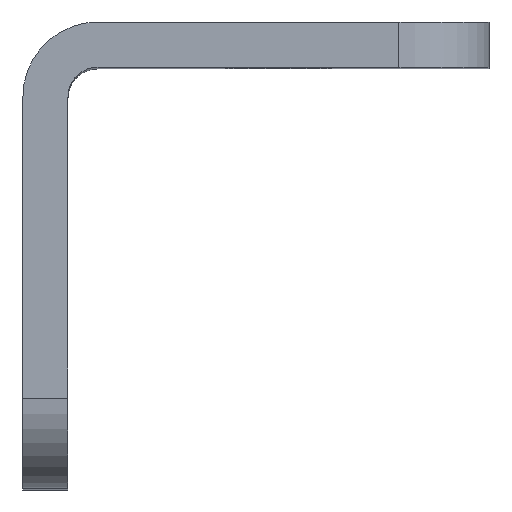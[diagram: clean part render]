
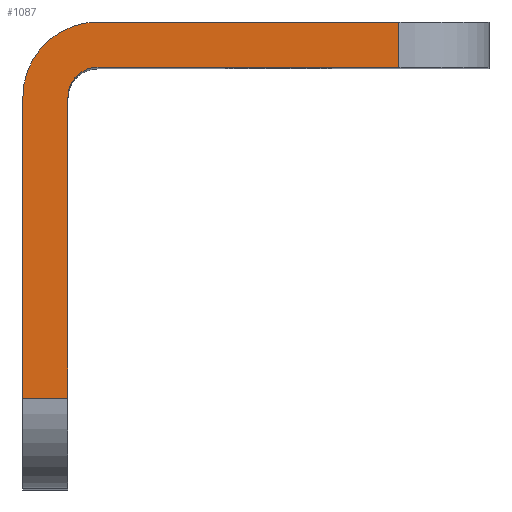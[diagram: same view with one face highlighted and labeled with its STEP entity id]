
A CAD part, top view. The second image highlights one B-rep face of the part: STEP entity #1087.
In plain terms, the highlighted planar face has unit normal (0, 0, 1).
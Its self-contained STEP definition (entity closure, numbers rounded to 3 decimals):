
#24 = CARTESIAN_POINT ( 'NONE',  ( 13.956, -14.406, 34.5 ) ) ;
#32 = CARTESIAN_POINT ( 'NONE',  ( 11.456, -19.656, 34.5 ) ) ;
#69 = ORIENTED_EDGE ( 'NONE', *, *, #1530, .F. ) ;
#95 = AXIS2_PLACEMENT_3D ( 'NONE', #353, #1276, #500 ) ;
#161 = VERTEX_POINT ( 'NONE', #1083 ) ;
#173 = DIRECTION ( 'NONE',  ( 1., 0., 0. ) ) ;
#190 = EDGE_LOOP ( 'NONE', ( #69, #960, #873, #821, #941, #1618, #550, #320 ) ) ;
#201 = CIRCLE ( 'NONE', #934, 1. ) ;
#207 = VECTOR ( 'NONE', #1361, 1000. ) ;
#294 = CIRCLE ( 'NONE', #670, 2.5 ) ;
#320 = ORIENTED_EDGE ( 'NONE', *, *, #1116, .T. ) ;
#321 = DIRECTION ( 'NONE',  ( 0., 0., -1. ) ) ;
#330 = EDGE_CURVE ( 'NONE', #393, #1650, #939, .T. ) ;
#353 = CARTESIAN_POINT ( 'NONE',  ( 10.681, -28.181, 34.5 ) ) ;
#393 = VERTEX_POINT ( 'NONE', #1060 ) ;
#456 = LINE ( 'NONE', #1044, #1667 ) ;
#500 = DIRECTION ( 'NONE',  ( 1., 0., 0. ) ) ;
#545 = VECTOR ( 'NONE', #1596, 1000. ) ;
#550 = ORIENTED_EDGE ( 'NONE', *, *, #1620, .T. ) ;
#581 = CARTESIAN_POINT ( 'NONE',  ( 12.206, -24.406, 34.5 ) ) ;
#629 = CARTESIAN_POINT ( 'NONE',  ( 19.206, -11.906, 34.5 ) ) ;
#653 = EDGE_CURVE ( 'NONE', #1650, #1581, #750, .T. ) ;
#659 = DIRECTION ( 'NONE',  ( 1., 0., 0. ) ) ;
#670 = AXIS2_PLACEMENT_3D ( 'NONE', #24, #1008, #173 ) ;
#750 = LINE ( 'NONE', #581, #1629 ) ;
#821 = ORIENTED_EDGE ( 'NONE', *, *, #1631, .F. ) ;
#849 = DIRECTION ( 'NONE',  ( -1., 0., 0. ) ) ;
#873 = ORIENTED_EDGE ( 'NONE', *, *, #1576, .T. ) ;
#883 = EDGE_CURVE ( 'NONE', #1337, #161, #1531, .T. ) ;
#934 = AXIS2_PLACEMENT_3D ( 'NONE', #1138, #321, #1246 ) ;
#939 = LINE ( 'NONE', #1536, #207 ) ;
#941 = ORIENTED_EDGE ( 'NONE', *, *, #653, .F. ) ;
#960 = ORIENTED_EDGE ( 'NONE', *, *, #883, .T. ) ;
#987 = CARTESIAN_POINT ( 'NONE',  ( 23.956, -12.656, 34.5 ) ) ;
#1008 = DIRECTION ( 'NONE',  ( 0., 0., 1. ) ) ;
#1025 = CARTESIAN_POINT ( 'NONE',  ( 11.456, -14.406, 34.5 ) ) ;
#1030 = LINE ( 'NONE', #987, #1613 ) ;
#1044 = CARTESIAN_POINT ( 'NONE',  ( 19.206, -13.406, 34.5 ) ) ;
#1060 = CARTESIAN_POINT ( 'NONE',  ( 12.956, -14.406, 34.5 ) ) ;
#1083 = CARTESIAN_POINT ( 'NONE',  ( 13.956, -11.906, 34.5 ) ) ;
#1087 = ADVANCED_FACE ( 'NONE', ( #1130 ), #1154, .T. ) ;
#1116 = EDGE_CURVE ( 'NONE', #1147, #1464, #456, .T. ) ;
#1130 = FACE_OUTER_BOUND ( 'NONE', #190, .T. ) ;
#1138 = CARTESIAN_POINT ( 'NONE',  ( 13.956, -14.406, 34.5 ) ) ;
#1147 = VERTEX_POINT ( 'NONE', #1290 ) ;
#1154 = PLANE ( 'NONE',  #95 ) ;
#1246 = DIRECTION ( 'NONE',  ( 1., 0., 0. ) ) ;
#1276 = DIRECTION ( 'NONE',  ( 0., 0., 1. ) ) ;
#1290 = CARTESIAN_POINT ( 'NONE',  ( 13.956, -13.406, 34.5 ) ) ;
#1306 = LINE ( 'NONE', #32, #545 ) ;
#1325 = CARTESIAN_POINT ( 'NONE',  ( 23.956, -11.906, 34.5 ) ) ;
#1337 = VERTEX_POINT ( 'NONE', #1325 ) ;
#1361 = DIRECTION ( 'NONE',  ( 0., -1., 0. ) ) ;
#1362 = DIRECTION ( 'NONE',  ( 0., -1., 0. ) ) ;
#1367 = CARTESIAN_POINT ( 'NONE',  ( 11.456, -24.406, 34.5 ) ) ;
#1376 = CARTESIAN_POINT ( 'NONE',  ( 12.956, -24.406, 34.5 ) ) ;
#1464 = VERTEX_POINT ( 'NONE', #1570 ) ;
#1468 = VECTOR ( 'NONE', #1610, 1000. ) ;
#1530 = EDGE_CURVE ( 'NONE', #1337, #1464, #1030, .T. ) ;
#1531 = LINE ( 'NONE', #629, #1468 ) ;
#1536 = CARTESIAN_POINT ( 'NONE',  ( 12.956, -20.406, 34.5 ) ) ;
#1570 = CARTESIAN_POINT ( 'NONE',  ( 23.956, -13.406, 34.5 ) ) ;
#1576 = EDGE_CURVE ( 'NONE', #161, #1665, #294, .T. ) ;
#1581 = VERTEX_POINT ( 'NONE', #1367 ) ;
#1596 = DIRECTION ( 'NONE',  ( 0., 1., 0. ) ) ;
#1610 = DIRECTION ( 'NONE',  ( -1., 0., 0. ) ) ;
#1613 = VECTOR ( 'NONE', #1362, 1000. ) ;
#1618 = ORIENTED_EDGE ( 'NONE', *, *, #330, .F. ) ;
#1620 = EDGE_CURVE ( 'NONE', #393, #1147, #201, .T. ) ;
#1629 = VECTOR ( 'NONE', #849, 1000. ) ;
#1631 = EDGE_CURVE ( 'NONE', #1581, #1665, #1306, .T. ) ;
#1650 = VERTEX_POINT ( 'NONE', #1376 ) ;
#1665 = VERTEX_POINT ( 'NONE', #1025 ) ;
#1667 = VECTOR ( 'NONE', #659, 1000. ) ;
